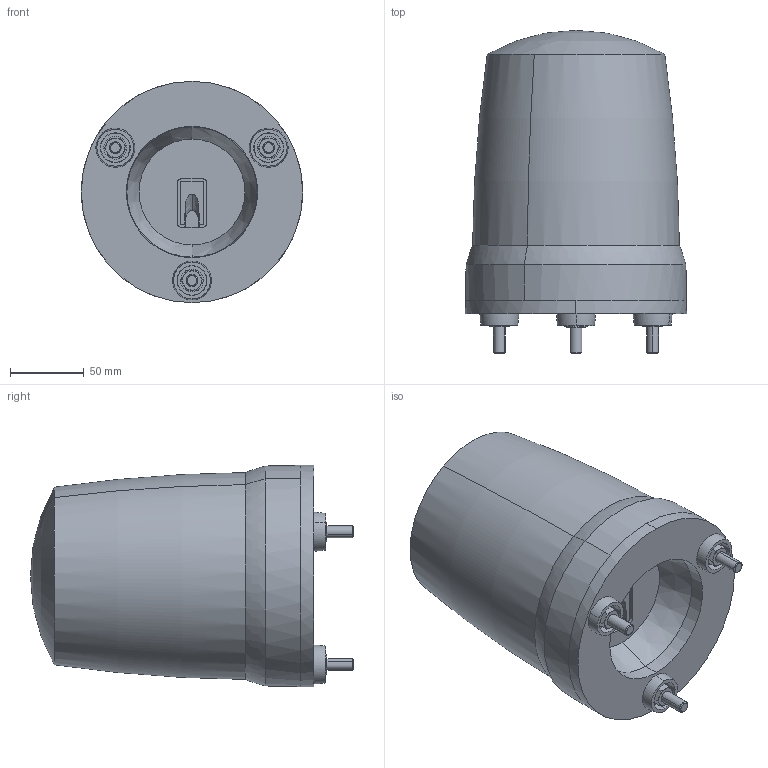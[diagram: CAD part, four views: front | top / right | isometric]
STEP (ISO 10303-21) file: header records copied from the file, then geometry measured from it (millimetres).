
FILE_DESCRIPTION (( 'STEP AP203' ), '1' );
FILE_NAME ('SKP-M1J-Y.step', '2025-02-24T17:19:20', ( '' ), ( '' ), 'SwSTEP 2.0', 'SolidWorks 2024', '' );
FILE_SCHEMA (( 'CONFIG_CONTROL_DESIGN' ));
Length unit declared in the file: millimetre
Products named in the file (1): SKP-M1J-Y
Bounding box: 150 x 219 x 150 mm (x, y, z)
Volume: 2537599.2 mm3; surface area: 119026.4 mm2
Topology: 1 solids, 1 shells, 144 faces, 339 edges, 213 vertices
Faces by surface type: plane 49, bspline 44, cone 26, cylinder 14, torus 10, sphere 1
Entity records: 4708 total; most frequent: CARTESIAN_POINT 1720, ORIENTED_EDGE 674, DIRECTION 509, EDGE_CURVE 337, VERTEX_POINT 212, AXIS2_PLACEMENT_3D 199, EDGE_LOOP 161, FACE_OUTER_BOUND 144
